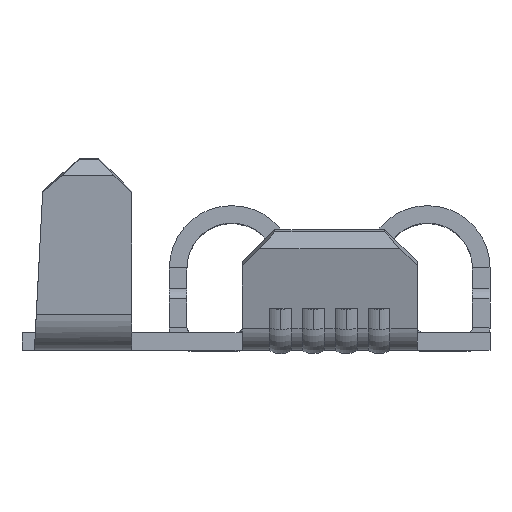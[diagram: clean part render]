
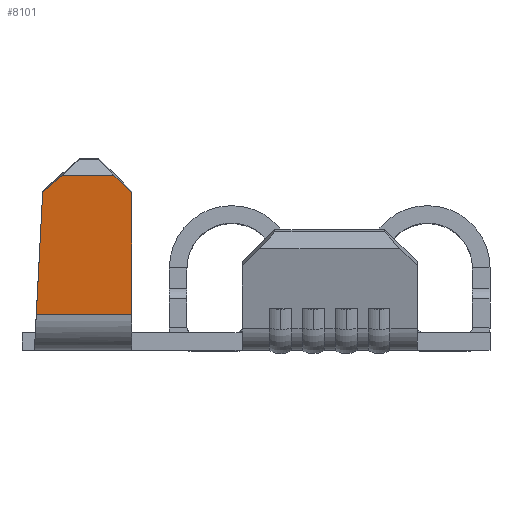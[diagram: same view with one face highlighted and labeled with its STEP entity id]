
A CAD part, top view. The second image highlights one B-rep face of the part: STEP entity #8101.
In plain terms, the highlighted planar face has unit normal (0, -0.091, 0.996).
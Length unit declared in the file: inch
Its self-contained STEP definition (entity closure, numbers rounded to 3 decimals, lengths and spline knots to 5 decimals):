
#174 = VERTEX_POINT ( 'NONE', #10803 ) ;
#270 = VECTOR ( 'NONE', #9988, 39.37008 ) ;
#561 = DIRECTION ( 'NONE',  ( -0.052, -0.994, -0.091 ) ) ;
#580 = PLANE ( 'NONE',  #8657 ) ;
#653 = VERTEX_POINT ( 'NONE', #11996 ) ;
#878 = VECTOR ( 'NONE', #2015, 39.37008 ) ;
#1125 = LINE ( 'NONE', #7839, #11388 ) ;
#1356 = DIRECTION ( 'NONE',  ( 1., 0., 0. ) ) ;
#1460 = VERTEX_POINT ( 'NONE', #2852 ) ;
#1617 = DIRECTION ( 'NONE',  ( 0., 0.091, -0.996 ) ) ;
#1631 = EDGE_CURVE ( 'NONE', #10408, #653, #12094, .T. ) ;
#1722 = EDGE_CURVE ( 'NONE', #6971, #5640, #10883, .T. ) ;
#1893 = EDGE_LOOP ( 'NONE', ( #3584, #2427, #9098, #6580, #10920, #10042 ) ) ;
#1941 = CARTESIAN_POINT ( 'NONE',  ( -0.22861, 0.10733, 0.63577 ) ) ;
#2015 = DIRECTION ( 'NONE',  ( 0., 0.996, 0.091 ) ) ;
#2427 = ORIENTED_EDGE ( 'NONE', *, *, #1631, .T. ) ;
#2486 = VECTOR ( 'NONE', #1356, 39.37008 ) ;
#2852 = CARTESIAN_POINT ( 'NONE',  ( -0.26191, 0.07745, 0.63303 ) ) ;
#3115 = CARTESIAN_POINT ( 'NONE',  ( -0.18075, 0.09349, 0.6345 ) ) ;
#3534 = CARTESIAN_POINT ( 'NONE',  ( -0.18075, 0.07741, 0.63303 ) ) ;
#3584 = ORIENTED_EDGE ( 'NONE', *, *, #7308, .T. ) ;
#4029 = DIRECTION ( 'NONE',  ( -0.743, -0.666, -0.061 ) ) ;
#4434 = CARTESIAN_POINT ( 'NONE',  ( -0.27075, 0.09349, 0.6345 ) ) ;
#4720 = EDGE_CURVE ( 'NONE', #174, #1460, #7595, .T. ) ;
#5104 = CARTESIAN_POINT ( 'NONE',  ( -0.26773, -0.03354, 0.62285 ) ) ;
#5577 = LINE ( 'NONE', #4434, #2486 ) ;
#5640 = VERTEX_POINT ( 'NONE', #8693 ) ;
#6580 = ORIENTED_EDGE ( 'NONE', *, *, #4720, .T. ) ;
#6800 = VECTOR ( 'NONE', #7483, 39.37008 ) ;
#6971 = VERTEX_POINT ( 'NONE', #5104 ) ;
#7308 = EDGE_CURVE ( 'NONE', #5640, #10408, #9144, .T. ) ;
#7483 = DIRECTION ( 'NONE',  ( -0.707, 0.704, 0.065 ) ) ;
#7595 = LINE ( 'NONE', #1941, #12243 ) ;
#7839 = CARTESIAN_POINT ( 'NONE',  ( -0.26109, 0.09299, 0.63445 ) ) ;
#8101 = ADVANCED_FACE ( 'NONE', ( #11290 ), #580, .F. ) ;
#8657 = AXIS2_PLACEMENT_3D ( 'NONE', #12775, #1617, #8876 ) ;
#8693 = CARTESIAN_POINT ( 'NONE',  ( -0.18075, -0.03354, 0.62285 ) ) ;
#8876 = DIRECTION ( 'NONE',  ( 0., 0.996, 0.091 ) ) ;
#9098 = ORIENTED_EDGE ( 'NONE', *, *, #10322, .F. ) ;
#9144 = LINE ( 'NONE', #3115, #878 ) ;
#9626 = CARTESIAN_POINT ( 'NONE',  ( -0.21075, 0.10729, 0.63577 ) ) ;
#9988 = DIRECTION ( 'NONE',  ( 1., 0., 0. ) ) ;
#10036 = CARTESIAN_POINT ( 'NONE',  ( -0.27075, -0.03354, 0.62285 ) ) ;
#10042 = ORIENTED_EDGE ( 'NONE', *, *, #1722, .T. ) ;
#10322 = EDGE_CURVE ( 'NONE', #174, #653, #5577, .T. ) ;
#10408 = VERTEX_POINT ( 'NONE', #3534 ) ;
#10803 = CARTESIAN_POINT ( 'NONE',  ( -0.24403, 0.09349, 0.6345 ) ) ;
#10883 = LINE ( 'NONE', #10036, #270 ) ;
#10920 = ORIENTED_EDGE ( 'NONE', *, *, #12357, .T. ) ;
#11290 = FACE_OUTER_BOUND ( 'NONE', #1893, .T. ) ;
#11388 = VECTOR ( 'NONE', #561, 39.37008 ) ;
#11996 = CARTESIAN_POINT ( 'NONE',  ( -0.19689, 0.09349, 0.6345 ) ) ;
#12094 = LINE ( 'NONE', #9626, #6800 ) ;
#12243 = VECTOR ( 'NONE', #4029, 39.37008 ) ;
#12357 = EDGE_CURVE ( 'NONE', #1460, #6971, #1125, .T. ) ;
#12775 = CARTESIAN_POINT ( 'NONE',  ( -0.27075, 0.09349, 0.6345 ) ) ;
